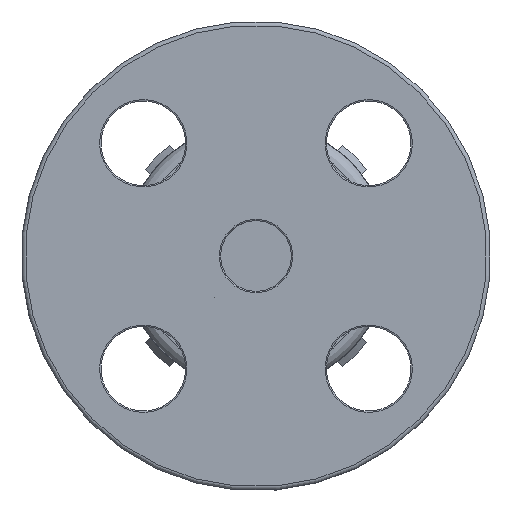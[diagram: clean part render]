
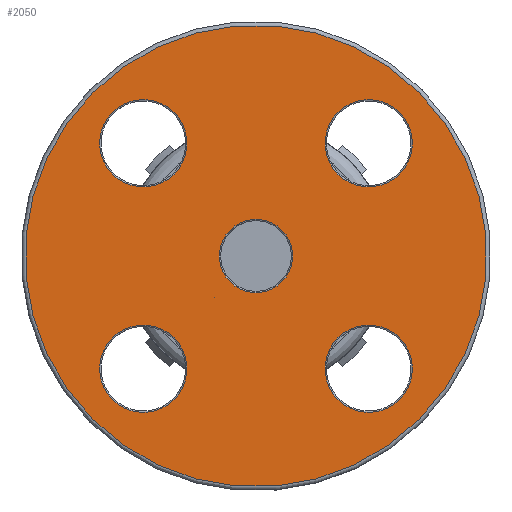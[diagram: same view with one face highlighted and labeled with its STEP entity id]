
A CAD part, front view. The second image highlights one B-rep face of the part: STEP entity #2050.
In plain terms, the highlighted planar face has unit normal (0, -1, 0).
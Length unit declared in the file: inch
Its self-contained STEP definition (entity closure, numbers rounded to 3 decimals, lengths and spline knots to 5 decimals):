
#1944=CARTESIAN_POINT('',(-1.21622,-2.877,-1.21622));
#1945=VERTEX_POINT('',#1944);
#1946=CARTESIAN_POINT('',(0.,-2.877,0.));
#1947=DIRECTION('',(0.,1.,0.));
#1948=DIRECTION('',(0.707,0.,0.707));
#1949=AXIS2_PLACEMENT_3D('',#1946,#1947,#1948);
#1950=CIRCLE('',#1949,1.72);
#1951=EDGE_CURVE('',#1945,#1945,#1950,.T.);
#1987=CARTESIAN_POINT('',(-0.7117,-2.877,-0.7117));
#1988=DIRECTION('',(0.0,-1.0,0.0));
#1989=DIRECTION('',(-0.707,0.0,0.707));
#1990=AXIS2_PLACEMENT_3D('',#1987,#1988,#1989);
#1991=PLANE('',#1990);
#1992=ORIENTED_EDGE('',*,*,#1951,.F.);
#1993=EDGE_LOOP('',(#1992));
#1994=FACE_OUTER_BOUND('',#1993,.T.);
#1995=CARTESIAN_POINT('',(-1.0695,-2.877,0.60988));
#1996=VERTEX_POINT('',#1995);
#1997=CARTESIAN_POINT('',(-0.83969,-2.877,0.83969));
#1998=DIRECTION('',(0.,-1.0,0.));
#1999=DIRECTION('',(0.707,0.,0.707));
#2000=AXIS2_PLACEMENT_3D('',#1997,#1998,#1999);
#2001=CIRCLE('',#2000,0.325);
#2002=EDGE_CURVE('',#1996,#1996,#2001,.T.);
#2003=ORIENTED_EDGE('',*,*,#2002,.F.);
#2004=EDGE_LOOP('',(#2003));
#2005=FACE_BOUND('',#2004,.T.);
#2006=CARTESIAN_POINT('',(0.60988,-2.877,1.0695));
#2007=VERTEX_POINT('',#2006);
#2008=CARTESIAN_POINT('',(0.83969,-2.877,0.83969));
#2009=DIRECTION('',(0.,-1.0,0.));
#2010=DIRECTION('',(0.707,0.,-0.707));
#2011=AXIS2_PLACEMENT_3D('',#2008,#2009,#2010);
#2012=CIRCLE('',#2011,0.325);
#2013=EDGE_CURVE('',#2007,#2007,#2012,.T.);
#2014=ORIENTED_EDGE('',*,*,#2013,.F.);
#2015=EDGE_LOOP('',(#2014));
#2016=FACE_BOUND('',#2015,.T.);
#2017=CARTESIAN_POINT('',(1.0695,-2.877,-0.60988));
#2018=VERTEX_POINT('',#2017);
#2019=CARTESIAN_POINT('',(0.83969,-2.877,-0.83969));
#2020=DIRECTION('',(0.,-1.0,0.));
#2021=DIRECTION('',(-0.707,0.,-0.707));
#2022=AXIS2_PLACEMENT_3D('',#2019,#2020,#2021);
#2023=CIRCLE('',#2022,0.325);
#2024=EDGE_CURVE('',#2018,#2018,#2023,.T.);
#2025=ORIENTED_EDGE('',*,*,#2024,.F.);
#2026=EDGE_LOOP('',(#2025));
#2027=FACE_BOUND('',#2026,.T.);
#2028=CARTESIAN_POINT('',(-0.19304,-2.877,-0.19304));
#2029=VERTEX_POINT('',#2028);
#2030=CARTESIAN_POINT('',(0.,-2.877,0.));
#2031=DIRECTION('',(0.,-1.,0.));
#2032=DIRECTION('',(0.707,0.,0.707));
#2033=AXIS2_PLACEMENT_3D('',#2030,#2031,#2032);
#2034=CIRCLE('',#2033,0.273);
#2035=EDGE_CURVE('',#2029,#2029,#2034,.T.);
#2036=ORIENTED_EDGE('',*,*,#2035,.F.);
#2037=EDGE_LOOP('',(#2036));
#2038=FACE_BOUND('',#2037,.T.);
#2039=CARTESIAN_POINT('',(-0.60988,-2.877,-1.0695));
#2040=VERTEX_POINT('',#2039);
#2041=CARTESIAN_POINT('',(-0.83969,-2.877,-0.83969));
#2042=DIRECTION('',(0.,-1.0,0.));
#2043=DIRECTION('',(-0.707,0.,0.707));
#2044=AXIS2_PLACEMENT_3D('',#2041,#2042,#2043);
#2045=CIRCLE('',#2044,0.325);
#2046=EDGE_CURVE('',#2040,#2040,#2045,.T.);
#2047=ORIENTED_EDGE('',*,*,#2046,.F.);
#2048=EDGE_LOOP('',(#2047));
#2049=FACE_BOUND('',#2048,.T.);
#2050=ADVANCED_FACE('',(#1994,#2005,#2016,#2027,#2038,#2049),#1991,.T.);
